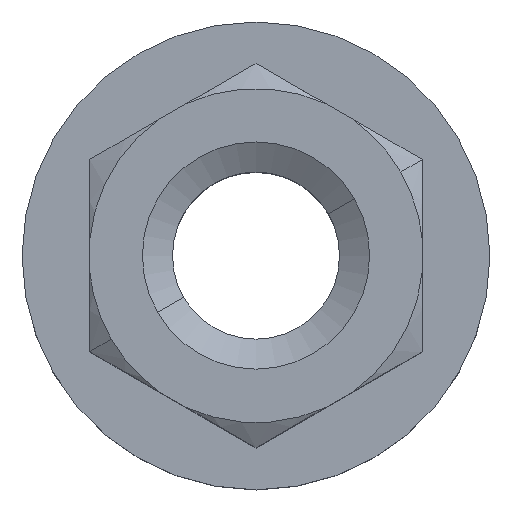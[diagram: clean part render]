
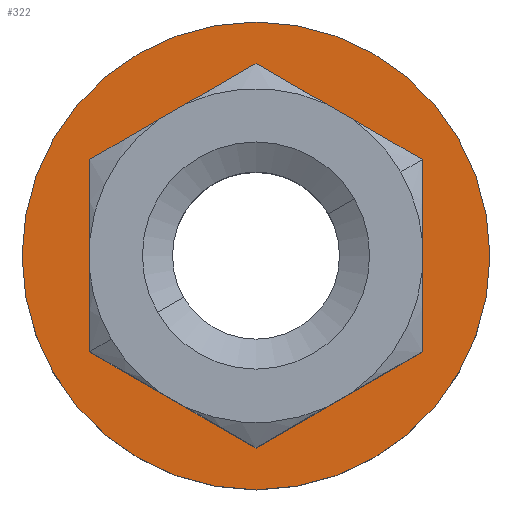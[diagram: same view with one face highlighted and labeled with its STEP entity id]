
A CAD part, top view. The second image highlights one B-rep face of the part: STEP entity #322.
In plain terms, the highlighted planar face has unit normal (0, 0, 1).
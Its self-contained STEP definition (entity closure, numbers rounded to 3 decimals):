
#250=EDGE_CURVE('',#324,#294,#648,.T.);
#264=EDGE_CURVE('',#286,#312,#666,.T.);
#286=VERTEX_POINT('',#690);
#294=VERTEX_POINT('',#698);
#312=VERTEX_POINT('',#716);
#322=ADVANCED_FACE('',(#726,#727),#728,.T.);
#324=VERTEX_POINT('',#730);
#336=EDGE_CURVE('',#294,#324,#743,.T.);
#362=EDGE_CURVE('',#524,#476,#772,.T.);
#378=EDGE_CURVE('',#312,#558,#792,.T.);
#402=EDGE_CURVE('',#476,#286,#818,.T.);
#446=EDGE_CURVE('',#586,#524,#866,.T.);
#476=VERTEX_POINT('',#900);
#478=EDGE_CURVE('',#558,#586,#902,.T.);
#524=VERTEX_POINT('',#953);
#558=VERTEX_POINT('',#991);
#586=VERTEX_POINT('',#1023);
#648=CIRCLE('',#1105,7.0);
#666=LINE('',#1138,#1139);
#690=CARTESIAN_POINT('',(-4.98,2.875,3.));
#698=CARTESIAN_POINT('',(6.062,3.5,3.));
#716=CARTESIAN_POINT('',(-4.98,-2.875,3.));
#726=FACE_OUTER_BOUND('',#1249,.T.);
#727=FACE_BOUND('',#1250,.T.);
#728=PLANE('',#1251);
#730=CARTESIAN_POINT('',(-6.062,-3.5,3.));
#743=CIRCLE('',#1272,7.0);
#772=LINE('',#1348,#1349);
#792=LINE('',#1374,#1375);
#818=LINE('',#1421,#1422);
#866=LINE('',#1541,#1542);
#900=CARTESIAN_POINT('',(0.,5.75,3.));
#902=LINE('',#1597,#1598);
#953=CARTESIAN_POINT('',(4.98,2.875,3.));
#991=CARTESIAN_POINT('',(0.,-5.75,3.));
#1023=CARTESIAN_POINT('',(4.98,-2.875,3.));
#1105=AXIS2_PLACEMENT_3D('',#1818,#1819,#1820);
#1138=CARTESIAN_POINT('',(-4.98,-2.687,3.));
#1139=VECTOR('',#1859,1.0);
#1249=EDGE_LOOP('',(#1894,#1895));
#1250=EDGE_LOOP('',(#1896,#1897,#1898,#1899,#1900,#1901));
#1251=AXIS2_PLACEMENT_3D('',#1902,#1903,#1904);
#1272=AXIS2_PLACEMENT_3D('',#1917,#1918,#1919);
#1348=CARTESIAN_POINT('',(0.162,5.656,3.));
#1349=VECTOR('',#1951,1.0);
#1374=CARTESIAN_POINT('',(-2.327,-4.406,3.));
#1375=VECTOR('',#1984,1.0);
#1421=CARTESIAN_POINT('',(-5.9,2.344,3.));
#1422=VECTOR('',#2008,1.0);
#1541=CARTESIAN_POINT('',(4.98,0.188,3.));
#1542=VECTOR('',#2053,1.0);
#1597=CARTESIAN_POINT('',(1.57,-4.844,3.));
#1598=VECTOR('',#2093,1.0);
#1818=CARTESIAN_POINT('',(0.,0.,3.));
#1819=DIRECTION('',(0.,0.,1.0));
#1820=DIRECTION('',(-0.866,-0.5,0.));
#1859=DIRECTION('',(0.0,-1.0,0.));
#1894=ORIENTED_EDGE('',*,*,#250,.T.);
#1895=ORIENTED_EDGE('',*,*,#336,.T.);
#1896=ORIENTED_EDGE('',*,*,#478,.F.);
#1897=ORIENTED_EDGE('',*,*,#378,.F.);
#1898=ORIENTED_EDGE('',*,*,#264,.F.);
#1899=ORIENTED_EDGE('',*,*,#402,.F.);
#1900=ORIENTED_EDGE('',*,*,#362,.F.);
#1901=ORIENTED_EDGE('',*,*,#446,.F.);
#1902=CARTESIAN_POINT('',(-4.33,-2.5,3.));
#1903=DIRECTION('',(0.,0.,1.0));
#1904=DIRECTION('',(0.866,0.5,0.0));
#1917=CARTESIAN_POINT('',(0.,0.,3.));
#1918=DIRECTION('',(0.,0.,1.0));
#1919=DIRECTION('',(-0.866,-0.5,0.));
#1951=DIRECTION('',(-0.866,0.5,0.));
#1984=DIRECTION('',(0.866,-0.5,0.));
#2008=DIRECTION('',(-0.866,-0.5,0.));
#2053=DIRECTION('',(0.0,1.0,0.));
#2093=DIRECTION('',(0.866,0.5,0.));
